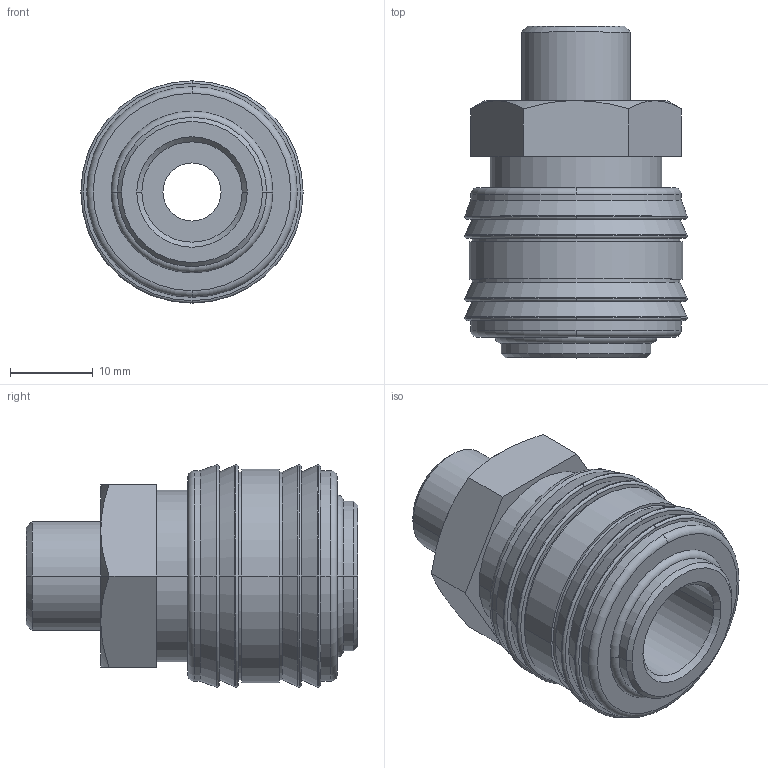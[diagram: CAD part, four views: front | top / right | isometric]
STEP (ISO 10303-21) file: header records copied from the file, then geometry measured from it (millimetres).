
FILE_DESCRIPTION(('STEP AP214'),'1');
FILE_NAME('esn_14_ao.stp','2020-03-05T08:43:46',('TraceParts'),('TraceParts S.A.'),'Spatial InterOp 3D',' ',' ');
FILE_SCHEMA(('automotive_design'));
Length unit declared in the file: millimetre
Products named in the file (1): 1
Bounding box: 26.8 x 40 x 26.8 mm (x, y, z)
Volume: 12183.3 mm3; surface area: 5257.7 mm2
Topology: 1 solids, 1 shells, 83 faces, 189 edges, 119 vertices
Faces by surface type: torus 22, cone 22, cylinder 20, plane 19
Entity records: 3080 total; most frequent: DIRECTION 474, CARTESIAN_POINT 440, ORIENTED_EDGE 378, AXIS2_PLACEMENT_3D 213, EDGE_CURVE 189, CIRCLE 129, VERTEX_POINT 119, EDGE_LOOP 96
